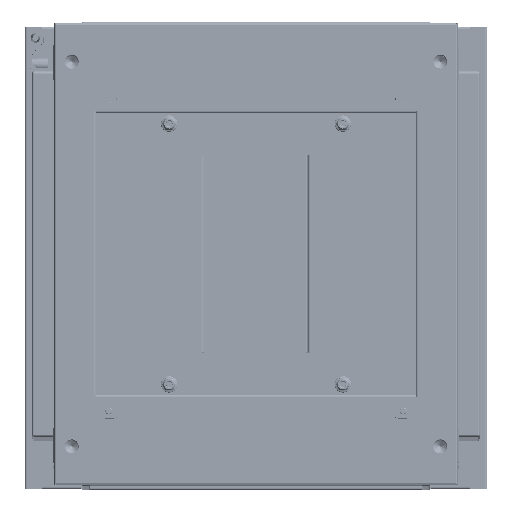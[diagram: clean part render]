
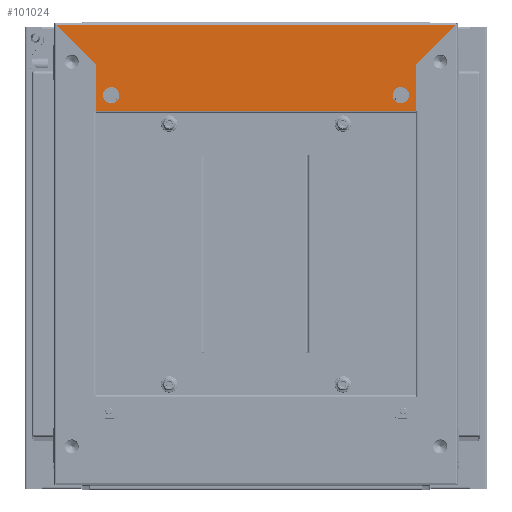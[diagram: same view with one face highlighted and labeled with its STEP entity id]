
A CAD part, top view. The second image highlights one B-rep face of the part: STEP entity #101024.
In plain terms, the highlighted planar face has unit normal (0, 0, 1).
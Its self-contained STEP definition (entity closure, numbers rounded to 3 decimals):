
#12221 = VERTEX_POINT ( 'NONE', #89686 ) ;
#12227 = VERTEX_POINT ( 'NONE', #89703 ) ;
#12244 = VERTEX_POINT ( 'NONE', #89756 ) ;
#12246 = VERTEX_POINT ( 'NONE', #89762 ) ;
#20070 = EDGE_LOOP ( 'NONE', ( #99570, #99250 ) ) ;
#20077 = EDGE_LOOP ( 'NONE', ( #99127, #99568 ) ) ;
#20078 = EDGE_LOOP ( 'NONE', ( #99325, #99126, #99566, #99098, #99125, #99565, #99311, #99124 ) ) ;
#59741 = VERTEX_POINT ( 'NONE', #77326 ) ;
#59760 = VERTEX_POINT ( 'NONE', #77339 ) ;
#59767 = VERTEX_POINT ( 'NONE', #77344 ) ;
#59783 = VERTEX_POINT ( 'NONE', #77341 ) ;
#59820 = VERTEX_POINT ( 'NONE', #77385 ) ;
#59831 = VERTEX_POINT ( 'NONE', #77403 ) ;
#59855 = VERTEX_POINT ( 'NONE', #77427 ) ;
#59870 = VERTEX_POINT ( 'NONE', #77436 ) ;
#67378 = AXIS2_PLACEMENT_3D ( 'NONE', #71390, #71391, #71392 ) ;
#67381 = AXIS2_PLACEMENT_3D ( 'NONE', #71384, #71385, #71386 ) ;
#67394 = AXIS2_PLACEMENT_3D ( 'NONE', #71459, #71472, #71473 ) ;
#67400 = AXIS2_PLACEMENT_3D ( 'NONE', #71461, #71470, #71471 ) ;
#69735 = CIRCLE ( 'NONE', #67381, 7. ) ;
#69738 = CIRCLE ( 'NONE', #67378, 7. ) ;
#69787 = LINE ( 'NONE', #71456, #69791 ) ;
#69789 = LINE ( 'NONE', #71458, #69792 ) ;
#69791 = VECTOR ( 'NONE', #71460, 1000. ) ;
#69792 = VECTOR ( 'NONE', #71462, 1000. ) ;
#69793 = LINE ( 'NONE', #71474, #69801 ) ;
#69794 = LINE ( 'NONE', #71463, #69795 ) ;
#69795 = VECTOR ( 'NONE', #71464, 1000. ) ;
#69798 = LINE ( 'NONE', #71467, #69799 ) ;
#69799 = VECTOR ( 'NONE', #71468, 1000. ) ;
#69801 = VECTOR ( 'NONE', #71475, 1000. ) ;
#69802 = CIRCLE ( 'NONE', #67400, 7. ) ;
#69804 = CIRCLE ( 'NONE', #67394, 7. ) ;
#69805 = LINE ( 'NONE', #71476, #69806 ) ;
#69806 = VECTOR ( 'NONE', #71477, 1000. ) ;
#69807 = LINE ( 'NONE', #71478, #69808 ) ;
#69808 = VECTOR ( 'NONE', #71479, 1000. ) ;
#69809 = LINE ( 'NONE', #71480, #69810 ) ;
#69810 = VECTOR ( 'NONE', #71481, 1000. ) ;
#71384 = CARTESIAN_POINT ( 'NONE',  ( 125., -26.3, 1.5 ) ) ;
#71385 = DIRECTION ( 'NONE',  ( 0., 0., 1. ) ) ;
#71386 = DIRECTION ( 'NONE',  ( -1., 0., 0. ) ) ;
#71390 = CARTESIAN_POINT ( 'NONE',  ( -125., -26.3, 1.5 ) ) ;
#71391 = DIRECTION ( 'NONE',  ( 0., 0., 1. ) ) ;
#71392 = DIRECTION ( 'NONE',  ( 1., 0., 0. ) ) ;
#71456 = CARTESIAN_POINT ( 'NONE',  ( -138.25, -0.7, 1.5 ) ) ;
#71458 = CARTESIAN_POINT ( 'NONE',  ( -138.25, -0.7, 1.5 ) ) ;
#71459 = CARTESIAN_POINT ( 'NONE',  ( -125., -26.3, 1.5 ) ) ;
#71460 = DIRECTION ( 'NONE',  ( -0.707, -0.707, 0. ) ) ;
#71461 = CARTESIAN_POINT ( 'NONE',  ( 125., -26.3, 1.5 ) ) ;
#71462 = DIRECTION ( 'NONE',  ( 0., -1., 0. ) ) ;
#71463 = CARTESIAN_POINT ( 'NONE',  ( -172.25, 34.7, 1.5 ) ) ;
#71464 = DIRECTION ( 'NONE',  ( 0.707, -0.707, 0. ) ) ;
#71467 = CARTESIAN_POINT ( 'NONE',  ( 172.25, 34.69, 1.5 ) ) ;
#71468 = DIRECTION ( 'NONE',  ( -1., 0., 0. ) ) ;
#71470 = DIRECTION ( 'NONE',  ( 0., 0., 1. ) ) ;
#71471 = DIRECTION ( 'NONE',  ( -1., 0., 0. ) ) ;
#71472 = DIRECTION ( 'NONE',  ( 0., 0., 1. ) ) ;
#71473 = DIRECTION ( 'NONE',  ( 1., 0., 0. ) ) ;
#71474 = CARTESIAN_POINT ( 'NONE',  ( -138.25, -40.29, 1.5 ) ) ;
#71475 = DIRECTION ( 'NONE',  ( 1., 0., 0. ) ) ;
#71476 = CARTESIAN_POINT ( 'NONE',  ( 138.25, -0.7, 1.5 ) ) ;
#71477 = DIRECTION ( 'NONE',  ( 0., 1., 0. ) ) ;
#71478 = CARTESIAN_POINT ( 'NONE',  ( 138.25, -0.7, 1.5 ) ) ;
#71479 = DIRECTION ( 'NONE',  ( -0.707, 0.707, 0. ) ) ;
#71480 = CARTESIAN_POINT ( 'NONE',  ( 172.25, 34.7, 1.5 ) ) ;
#71481 = DIRECTION ( 'NONE',  ( 0.707, 0.707, 0. ) ) ;
#77326 = CARTESIAN_POINT ( 'NONE',  ( 172.24, 34.69, 1.5 ) ) ;
#77339 = CARTESIAN_POINT ( 'NONE',  ( -172.24, 34.69, 1.5 ) ) ;
#77341 = CARTESIAN_POINT ( 'NONE',  ( -138.25, -0.7, 1.5 ) ) ;
#77344 = CARTESIAN_POINT ( 'NONE',  ( -137.55, 0., 1.5 ) ) ;
#77385 = CARTESIAN_POINT ( 'NONE',  ( -138.25, -40.29, 1.5 ) ) ;
#77403 = CARTESIAN_POINT ( 'NONE',  ( 138.25, -40.29, 1.5 ) ) ;
#77427 = CARTESIAN_POINT ( 'NONE',  ( 138.25, -0.7, 1.5 ) ) ;
#77436 = CARTESIAN_POINT ( 'NONE',  ( 137.55, 0., 1.5 ) ) ;
#82266 = CARTESIAN_POINT ( 'NONE',  ( 137.55, 0., 1.5 ) ) ;
#82271 = PLANE ( 'NONE',  #90001 ) ;
#82272 = DIRECTION ( 'NONE',  ( 0., 0., -1. ) ) ;
#82273 = DIRECTION ( 'NONE',  ( -1., 0., 0. ) ) ;
#84152 = FACE_BOUND ( 'NONE', #20070, .T. ) ;
#84156 = FACE_BOUND ( 'NONE', #20077, .T. ) ;
#84158 = FACE_OUTER_BOUND ( 'NONE', #20078, .T. ) ;
#89686 = CARTESIAN_POINT ( 'NONE',  ( 118., -26.3, 1.5 ) ) ;
#89703 = CARTESIAN_POINT ( 'NONE',  ( 132., -26.3, 1.5 ) ) ;
#89756 = CARTESIAN_POINT ( 'NONE',  ( -132., -26.3, 1.5 ) ) ;
#89762 = CARTESIAN_POINT ( 'NONE',  ( -118., -26.3, 1.5 ) ) ;
#90001 = AXIS2_PLACEMENT_3D ( 'NONE', #82266, #82272, #82273 ) ;
#99098 = ORIENTED_EDGE ( 'NONE', *, *, #107452, .T. ) ;
#99124 = ORIENTED_EDGE ( 'NONE', *, *, #107461, .T. ) ;
#99125 = ORIENTED_EDGE ( 'NONE', *, *, #107458, .T. ) ;
#99126 = ORIENTED_EDGE ( 'NONE', *, *, #107453, .T. ) ;
#99127 = ORIENTED_EDGE ( 'NONE', *, *, #107457, .F. ) ;
#99250 = ORIENTED_EDGE ( 'NONE', *, *, #107418, .F. ) ;
#99311 = ORIENTED_EDGE ( 'NONE', *, *, #107460, .T. ) ;
#99325 = ORIENTED_EDGE ( 'NONE', *, *, #107455, .T. ) ;
#99565 = ORIENTED_EDGE ( 'NONE', *, *, #107459, .T. ) ;
#99566 = ORIENTED_EDGE ( 'NONE', *, *, #107451, .T. ) ;
#99568 = ORIENTED_EDGE ( 'NONE', *, *, #107420, .F. ) ;
#99570 = ORIENTED_EDGE ( 'NONE', *, *, #107456, .F. ) ;
#101024 = ADVANCED_FACE ( 'NONE', ( #84152, #84156, #84158 ), #82271, .F. ) ;
#107418 = EDGE_CURVE ( 'NONE', #12221, #12227, #69735, .T. ) ;
#107420 = EDGE_CURVE ( 'NONE', #12244, #12246, #69738, .T. ) ;
#107451 = EDGE_CURVE ( 'NONE', #59767, #59783, #69787, .T. ) ;
#107452 = EDGE_CURVE ( 'NONE', #59783, #59820, #69789, .T. ) ;
#107453 = EDGE_CURVE ( 'NONE', #59760, #59767, #69794, .T. ) ;
#107455 = EDGE_CURVE ( 'NONE', #59741, #59760, #69798, .T. ) ;
#107456 = EDGE_CURVE ( 'NONE', #12227, #12221, #69802, .T. ) ;
#107457 = EDGE_CURVE ( 'NONE', #12246, #12244, #69804, .T. ) ;
#107458 = EDGE_CURVE ( 'NONE', #59820, #59831, #69793, .T. ) ;
#107459 = EDGE_CURVE ( 'NONE', #59831, #59855, #69805, .T. ) ;
#107460 = EDGE_CURVE ( 'NONE', #59855, #59870, #69807, .T. ) ;
#107461 = EDGE_CURVE ( 'NONE', #59870, #59741, #69809, .T. ) ;
